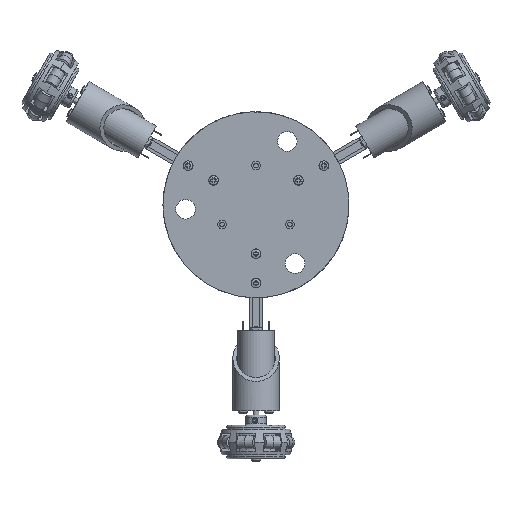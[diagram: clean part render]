
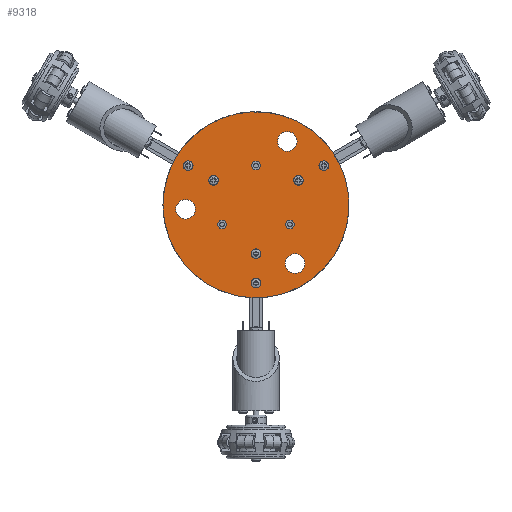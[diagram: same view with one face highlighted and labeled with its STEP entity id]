
A CAD part, front view. The second image highlights one B-rep face of the part: STEP entity #9318.
In plain terms, the highlighted planar face has unit normal (0, -1, 0).
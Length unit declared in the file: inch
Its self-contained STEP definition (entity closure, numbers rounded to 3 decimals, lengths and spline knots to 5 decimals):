
#1936=PLANE($,#10028);
#2301=FACE_BOUND($,#3194,.T.);
#2302=FACE_BOUND($,#3195,.T.);
#2303=FACE_BOUND($,#3196,.T.);
#2304=FACE_BOUND($,#3197,.T.);
#2305=FACE_BOUND($,#3198,.T.);
#2306=FACE_BOUND($,#3199,.T.);
#2307=FACE_BOUND($,#3200,.T.);
#2308=FACE_BOUND($,#3201,.T.);
#2309=FACE_BOUND($,#3202,.T.);
#2310=FACE_BOUND($,#3203,.T.);
#2311=FACE_BOUND($,#3204,.T.);
#2312=FACE_BOUND($,#3205,.T.);
#2313=FACE_BOUND($,#3206,.T.);
#3194=EDGE_LOOP($,(#6880));
#3195=EDGE_LOOP($,(#6881));
#3196=EDGE_LOOP($,(#6882));
#3197=EDGE_LOOP($,(#6883));
#3198=EDGE_LOOP($,(#6884));
#3199=EDGE_LOOP($,(#6885));
#3200=EDGE_LOOP($,(#6886));
#3201=EDGE_LOOP($,(#6887));
#3202=EDGE_LOOP($,(#6888));
#3203=EDGE_LOOP($,(#6889));
#3204=EDGE_LOOP($,(#6890));
#3205=EDGE_LOOP($,(#6891));
#3206=EDGE_LOOP($,(#6892));
#3888=CIRCLE($,#9894,0.25);
#3890=CIRCLE($,#9899,0.06);
#3892=CIRCLE($,#9904,0.06);
#3894=CIRCLE($,#9907,0.0675);
#3896=CIRCLE($,#9910,0.25);
#3898=CIRCLE($,#9915,0.06);
#3900=CIRCLE($,#9920,0.06);
#3902=CIRCLE($,#9923,0.0675);
#3936=CIRCLE($,#9968,2.375);
#3946=CIRCLE($,#9994,0.0675);
#3947=CIRCLE($,#9996,0.25);
#3948=CIRCLE($,#9998,0.06);
#3950=CIRCLE($,#10001,0.06);
#4334=VERTEX_POINT($,#13915);
#4344=VERTEX_POINT($,#13938);
#4354=VERTEX_POINT($,#13961);
#4356=VERTEX_POINT($,#13966);
#4358=VERTEX_POINT($,#13971);
#4368=VERTEX_POINT($,#13994);
#4378=VERTEX_POINT($,#14017);
#4380=VERTEX_POINT($,#14022);
#4414=VERTEX_POINT($,#14121);
#4431=VERTEX_POINT($,#14184);
#4432=VERTEX_POINT($,#14187);
#4433=VERTEX_POINT($,#14190);
#4435=VERTEX_POINT($,#14195);
#5242=EDGE_CURVE($,#4334,#4334,#3888,.T.);
#5252=EDGE_CURVE($,#4344,#4344,#3890,.T.);
#5262=EDGE_CURVE($,#4354,#4354,#3892,.T.);
#5264=EDGE_CURVE($,#4356,#4356,#3894,.T.);
#5266=EDGE_CURVE($,#4358,#4358,#3896,.T.);
#5276=EDGE_CURVE($,#4368,#4368,#3898,.T.);
#5286=EDGE_CURVE($,#4378,#4378,#3900,.T.);
#5288=EDGE_CURVE($,#4380,#4380,#3902,.T.);
#5342=EDGE_CURVE($,#4414,#4414,#3936,.T.);
#5372=EDGE_CURVE($,#4431,#4431,#3946,.T.);
#5373=EDGE_CURVE($,#4432,#4432,#3947,.T.);
#5374=EDGE_CURVE($,#4433,#4433,#3948,.T.);
#5376=EDGE_CURVE($,#4435,#4435,#3950,.T.);
#6880=ORIENTED_EDGE($,*,*,#5242,.T.);
#6881=ORIENTED_EDGE($,*,*,#5252,.T.);
#6882=ORIENTED_EDGE($,*,*,#5262,.T.);
#6883=ORIENTED_EDGE($,*,*,#5264,.T.);
#6884=ORIENTED_EDGE($,*,*,#5266,.T.);
#6885=ORIENTED_EDGE($,*,*,#5276,.T.);
#6886=ORIENTED_EDGE($,*,*,#5286,.T.);
#6887=ORIENTED_EDGE($,*,*,#5288,.T.);
#6888=ORIENTED_EDGE($,*,*,#5372,.T.);
#6889=ORIENTED_EDGE($,*,*,#5373,.T.);
#6890=ORIENTED_EDGE($,*,*,#5374,.T.);
#6891=ORIENTED_EDGE($,*,*,#5376,.T.);
#6892=ORIENTED_EDGE($,*,*,#5342,.T.);
#9318=ADVANCED_FACE($,(#2301,#2302,#2303,#2304,#2305,#2306,#2307,#2308,
#2309,#2310,#2311,#2312,#2313),#1936,.F.);
#9894=AXIS2_PLACEMENT_3D($,#13916,#11046,#11047);
#9899=AXIS2_PLACEMENT_3D($,#13939,#11064,#11065);
#9904=AXIS2_PLACEMENT_3D($,#13962,#11082,#11083);
#9907=AXIS2_PLACEMENT_3D($,#13967,#11088,#11089);
#9910=AXIS2_PLACEMENT_3D($,#13972,#11094,#11095);
#9915=AXIS2_PLACEMENT_3D($,#13995,#11112,#11113);
#9920=AXIS2_PLACEMENT_3D($,#14018,#11130,#11131);
#9923=AXIS2_PLACEMENT_3D($,#14023,#11136,#11137);
#9968=AXIS2_PLACEMENT_3D($,#14122,#11246,#11247);
#9994=AXIS2_PLACEMENT_3D($,#14185,#11318,#11319);
#9996=AXIS2_PLACEMENT_3D($,#14188,#11322,#11323);
#9998=AXIS2_PLACEMENT_3D($,#14191,#11326,#11327);
#10001=AXIS2_PLACEMENT_3D($,#14196,#11332,#11333);
#10028=AXIS2_PLACEMENT_3D($,#14266,#11410,#11411);
#11046=DIRECTION('center_axis',(0.,1.,0.));
#11047=DIRECTION('ref_axis',(0.5,0.,-0.866));
#11064=DIRECTION('center_axis',(0.,1.,0.));
#11065=DIRECTION('ref_axis',(0.5,0.,-0.866));
#11082=DIRECTION('center_axis',(0.,1.,0.));
#11083=DIRECTION('ref_axis',(0.5,0.,-0.866));
#11088=DIRECTION('center_axis',(0.,1.,0.));
#11089=DIRECTION('ref_axis',(0.5,0.,-0.866));
#11094=DIRECTION('center_axis',(0.,1.,0.));
#11095=DIRECTION('ref_axis',(0.5,0.,0.866));
#11112=DIRECTION('center_axis',(0.,1.,0.));
#11113=DIRECTION('ref_axis',(0.5,0.,0.866));
#11130=DIRECTION('center_axis',(0.,1.,0.));
#11131=DIRECTION('ref_axis',(0.5,0.,0.866));
#11136=DIRECTION('center_axis',(0.,1.,0.));
#11137=DIRECTION('ref_axis',(0.5,0.,0.866));
#11246=DIRECTION('center_axis',(0.,-1.,0.));
#11247=DIRECTION('ref_axis',(1.,0.,0.));
#11318=DIRECTION('center_axis',(0.,1.,0.));
#11319=DIRECTION('ref_axis',(-1.,0.,0.));
#11322=DIRECTION('center_axis',(0.,1.,0.));
#11323=DIRECTION('ref_axis',(-1.,0.,0.));
#11326=DIRECTION('center_axis',(0.,1.,0.));
#11327=DIRECTION('ref_axis',(-1.,0.,0.));
#11332=DIRECTION('center_axis',(0.,1.,0.));
#11333=DIRECTION('ref_axis',(-1.,0.,0.));
#11410=DIRECTION('center_axis',(0.,1.,0.));
#11411=DIRECTION('ref_axis',(0.,0.,1.));
#13915=CARTESIAN_POINT('',(0.67404,0.,1.83253));
#13916=CARTESIAN_POINT('Origin',(0.79904,0.,1.61603));
#13938=CARTESIAN_POINT('',(1.70205,0.,1.05196));
#13939=CARTESIAN_POINT('Origin',(1.73205,0.,1.));
#13961=CARTESIAN_POINT('',(1.05253,0.,0.67696));
#13962=CARTESIAN_POINT('Origin',(1.08253,0.,0.625));
#13966=CARTESIAN_POINT('',(-0.89978,0.,-0.44154));
#13967=CARTESIAN_POINT('Origin',(-0.86603,0.,-0.5));
#13971=CARTESIAN_POINT('',(-1.92404,0.,-0.33253));
#13972=CARTESIAN_POINT('Origin',(-1.79904,0.,-0.11603));
#13994=CARTESIAN_POINT('',(-1.76205,0.,0.94804));
#13995=CARTESIAN_POINT('Origin',(-1.73205,0.,1.));
#14017=CARTESIAN_POINT('',(-1.11253,0.,0.57304));
#14018=CARTESIAN_POINT('Origin',(-1.08253,0.,0.625));
#14022=CARTESIAN_POINT('',(0.83228,0.,-0.55846));
#14023=CARTESIAN_POINT('Origin',(0.86603,0.,-0.5));
#14121=CARTESIAN_POINT('',(-2.375,0.,0.));
#14122=CARTESIAN_POINT('Origin',(0.,0.,0.));
#14184=CARTESIAN_POINT('',(0.0675,0.,1.));
#14185=CARTESIAN_POINT('Origin',(0.,0.,1.));
#14187=CARTESIAN_POINT('',(1.25,0.,-1.5));
#14188=CARTESIAN_POINT('Origin',(1.,0.,-1.5));
#14190=CARTESIAN_POINT('',(0.06,0.,-2.));
#14191=CARTESIAN_POINT('Origin',(0.,0.,-2.));
#14195=CARTESIAN_POINT('',(0.06,0.,-1.25));
#14196=CARTESIAN_POINT('Origin',(0.,0.,-1.25));
#14266=CARTESIAN_POINT('Origin',(0.,0.,0.));
